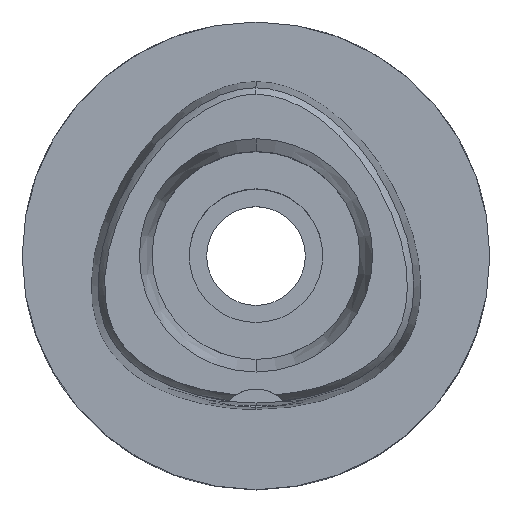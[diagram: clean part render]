
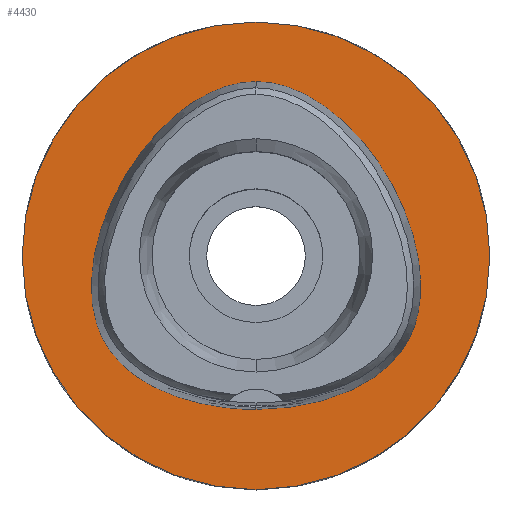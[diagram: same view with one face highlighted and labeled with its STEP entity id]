
A CAD part, top view. The second image highlights one B-rep face of the part: STEP entity #4430.
In plain terms, the highlighted planar face has unit normal (0, 0, 1).
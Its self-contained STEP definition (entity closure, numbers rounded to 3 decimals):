
#1 = CARTESIAN_POINT ( 'NONE',  ( -22.057, -6.848, 0. ) ) ;
#24 = CARTESIAN_POINT ( 'NONE',  ( -21.555, -8.996, 0. ) ) ;
#34 = CARTESIAN_POINT ( 'NONE',  ( 20.932, -10.604, 0. ) ) ;
#222 = FACE_OUTER_BOUND ( 'NONE', #2637, .T. ) ;
#303 = CARTESIAN_POINT ( 'NONE',  ( 7.571, 21.315, 0. ) ) ;
#343 = CARTESIAN_POINT ( 'NONE',  ( -5.098, 22.526, 0. ) ) ;
#366 = EDGE_CURVE ( 'NONE', #570, #385, #2148, .T. ) ;
#385 = VERTEX_POINT ( 'NONE', #3046 ) ;
#395 = CARTESIAN_POINT ( 'NONE',  ( -7.571, 21.315, 0. ) ) ;
#419 = CARTESIAN_POINT ( 'NONE',  ( -20.35, -11.749, 0. ) ) ;
#526 = CARTESIAN_POINT ( 'NONE',  ( 0., 31.5, 0. ) ) ;
#570 = VERTEX_POINT ( 'NONE', #2380 ) ;
#687 = CARTESIAN_POINT ( 'NONE',  ( -11.233, -18.893, 0. ) ) ;
#728 = CARTESIAN_POINT ( 'NONE',  ( 0., 23.475, 0. ) ) ;
#741 = CARTESIAN_POINT ( 'NONE',  ( -10.746, 19.174, 0. ) ) ;
#751 = CARTESIAN_POINT ( 'NONE',  ( 14.408, 15.641, 0. ) ) ;
#766 = CARTESIAN_POINT ( 'NONE',  ( -18.568, -14.169, 0. ) ) ;
#1048 = CARTESIAN_POINT ( 'NONE',  ( 14.673, -17.214, 0. ) ) ;
#1079 = DIRECTION ( 'NONE',  ( 0., 1., 0. ) ) ;
#1083 = B_SPLINE_CURVE_WITH_KNOTS ( 'NONE', 3,
 ( #1868, #3730, #3347, #1098, #1048, #1445, #4859, #2201, #3419, #34, #2624, #2272, #4089, #4045, #3684, #3028, #751, #1894, #303, #2670, #4813, #4446, #728 ),
 .UNSPECIFIED., .F., .F.,
 ( 4, 1, 1, 1, 1, 1, 1, 1, 1, 1, 1, 1, 1, 1, 1, 1, 1, 1, 1, 1, 4 ),
 ( 0., 0.083, 0.167, 0.208, 0.25, 0.292, 0.313, 0.333, 0.354, 0.375, 0.417, 0.458, 0.5, 0.583, 0.667, 0.75, 0.833, 0.875, 0.917, 0.958, 1. ),
 .UNSPECIFIED. ) ;
#1098 = CARTESIAN_POINT ( 'NONE',  ( 11.233, -18.893, 0. ) ) ;
#1129 = AXIS2_PLACEMENT_3D ( 'NONE', #3327, #3402, #1079 ) ;
#1158 = CARTESIAN_POINT ( 'NONE',  ( -22.245, -4.1, 0. ) ) ;
#1178 = CIRCLE ( 'NONE', #3080, 31.5 ) ;
#1445 = CARTESIAN_POINT ( 'NONE',  ( 16.959, -15.678, 0. ) ) ;
#1485 = CARTESIAN_POINT ( 'NONE',  ( -16.959, -15.678, 0. ) ) ;
#1728 = ORIENTED_EDGE ( 'NONE', *, *, #2097, .F. ) ;
#1857 = CARTESIAN_POINT ( 'NONE',  ( 0., 23.475, 0. ) ) ;
#1868 = CARTESIAN_POINT ( 'NONE',  ( 0., -20.675, 0. ) ) ;
#1882 = CARTESIAN_POINT ( 'NONE',  ( -20.749, 4.657, 0. ) ) ;
#1894 = CARTESIAN_POINT ( 'NONE',  ( 10.746, 19.174, 0. ) ) ;
#1979 = EDGE_CURVE ( 'NONE', #4454, #2161, #1178, .T. ) ;
#2097 = EDGE_CURVE ( 'NONE', #385, #570, #1083, .T. ) ;
#2143 = PLANE ( 'NONE',  #4590 ) ;
#2148 = B_SPLINE_CURVE_WITH_KNOTS ( 'NONE', 3,
 ( #1857, #4531, #3720, #343, #395, #741, #2949, #2611, #1882, #2314, #1158, #1, #24, #3800, #419, #4128, #766, #1485, #4080, #687, #2214, #2287, #4846 ),
 .UNSPECIFIED., .F., .F.,
 ( 4, 1, 1, 1, 1, 1, 1, 1, 1, 1, 1, 1, 1, 1, 1, 1, 1, 1, 1, 1, 4 ),
 ( 0., 0.042, 0.083, 0.125, 0.167, 0.25, 0.333, 0.417, 0.5, 0.542, 0.583, 0.625, 0.646, 0.667, 0.688, 0.708, 0.75, 0.792, 0.833, 0.917, 1. ),
 .UNSPECIFIED. ) ;
#2161 = VERTEX_POINT ( 'NONE', #526 ) ;
#2201 = CARTESIAN_POINT ( 'NONE',  ( 19.649, -12.825, 0. ) ) ;
#2214 = CARTESIAN_POINT ( 'NONE',  ( -6.341, -20.298, 0. ) ) ;
#2272 = CARTESIAN_POINT ( 'NONE',  ( 22.057, -6.848, 0. ) ) ;
#2287 = CARTESIAN_POINT ( 'NONE',  ( -2.114, -20.675, 0. ) ) ;
#2314 = CARTESIAN_POINT ( 'NONE',  ( -21.978, -0.281, 0. ) ) ;
#2375 = ORIENTED_EDGE ( 'NONE', *, *, #4181, .F. ) ;
#2380 = CARTESIAN_POINT ( 'NONE',  ( 0., 23.475, 0. ) ) ;
#2611 = CARTESIAN_POINT ( 'NONE',  ( -18.068, 10.432, 0. ) ) ;
#2624 = CARTESIAN_POINT ( 'NONE',  ( 21.555, -8.996, 0. ) ) ;
#2637 = EDGE_LOOP ( 'NONE', ( #2375, #4693 ) ) ;
#2670 = CARTESIAN_POINT ( 'NONE',  ( 5.098, 22.526, 0. ) ) ;
#2807 = FACE_BOUND ( 'NONE', #4143, .T. ) ;
#2949 = CARTESIAN_POINT ( 'NONE',  ( -14.408, 15.641, 0. ) ) ;
#3028 = CARTESIAN_POINT ( 'NONE',  ( 18.068, 10.432, 0. ) ) ;
#3046 = CARTESIAN_POINT ( 'NONE',  ( 0., -20.675, 0. ) ) ;
#3080 = AXIS2_PLACEMENT_3D ( 'NONE', #3862, #3495, #4619 ) ;
#3220 = DIRECTION ( 'NONE',  ( 0., 0., -1. ) ) ;
#3327 = CARTESIAN_POINT ( 'NONE',  ( 0., 0., 0. ) ) ;
#3347 = CARTESIAN_POINT ( 'NONE',  ( 6.341, -20.298, 0. ) ) ;
#3402 = DIRECTION ( 'NONE',  ( 0., 0., -1. ) ) ;
#3419 = CARTESIAN_POINT ( 'NONE',  ( 20.35, -11.749, 0. ) ) ;
#3495 = DIRECTION ( 'NONE',  ( 0., 0., -1. ) ) ;
#3535 = CARTESIAN_POINT ( 'NONE',  ( 0., 0., 0. ) ) ;
#3684 = CARTESIAN_POINT ( 'NONE',  ( 20.749, 4.657, 0. ) ) ;
#3720 = CARTESIAN_POINT ( 'NONE',  ( -2.565, 23.293, 0. ) ) ;
#3730 = CARTESIAN_POINT ( 'NONE',  ( 2.114, -20.675, 0. ) ) ;
#3800 = CARTESIAN_POINT ( 'NONE',  ( -20.932, -10.604, 0. ) ) ;
#3862 = CARTESIAN_POINT ( 'NONE',  ( 0., 0., 0. ) ) ;
#3988 = ORIENTED_EDGE ( 'NONE', *, *, #366, .F. ) ;
#4033 = CIRCLE ( 'NONE', #1129, 31.5 ) ;
#4045 = CARTESIAN_POINT ( 'NONE',  ( 21.978, -0.281, 0. ) ) ;
#4080 = CARTESIAN_POINT ( 'NONE',  ( -14.673, -17.214, 0. ) ) ;
#4089 = CARTESIAN_POINT ( 'NONE',  ( 22.245, -4.1, 0. ) ) ;
#4128 = CARTESIAN_POINT ( 'NONE',  ( -19.649, -12.825, 0. ) ) ;
#4143 = EDGE_LOOP ( 'NONE', ( #3988, #1728 ) ) ;
#4181 = EDGE_CURVE ( 'NONE', #2161, #4454, #4033, .T. ) ;
#4262 = CARTESIAN_POINT ( 'NONE',  ( 0., -31.5, 0. ) ) ;
#4316 = DIRECTION ( 'NONE',  ( 0., -1., 0. ) ) ;
#4430 = ADVANCED_FACE ( 'NONE', ( #222, #2807 ), #2143, .F. ) ;
#4446 = CARTESIAN_POINT ( 'NONE',  ( 0.855, 23.475, 0. ) ) ;
#4454 = VERTEX_POINT ( 'NONE', #4262 ) ;
#4531 = CARTESIAN_POINT ( 'NONE',  ( -0.855, 23.475, 0. ) ) ;
#4590 = AXIS2_PLACEMENT_3D ( 'NONE', #3535, #3220, #4316 ) ;
#4619 = DIRECTION ( 'NONE',  ( 0., -1., 0. ) ) ;
#4693 = ORIENTED_EDGE ( 'NONE', *, *, #1979, .F. ) ;
#4813 = CARTESIAN_POINT ( 'NONE',  ( 2.565, 23.293, 0. ) ) ;
#4846 = CARTESIAN_POINT ( 'NONE',  ( 0., -20.675, 0. ) ) ;
#4859 = CARTESIAN_POINT ( 'NONE',  ( 18.568, -14.169, 0. ) ) ;
